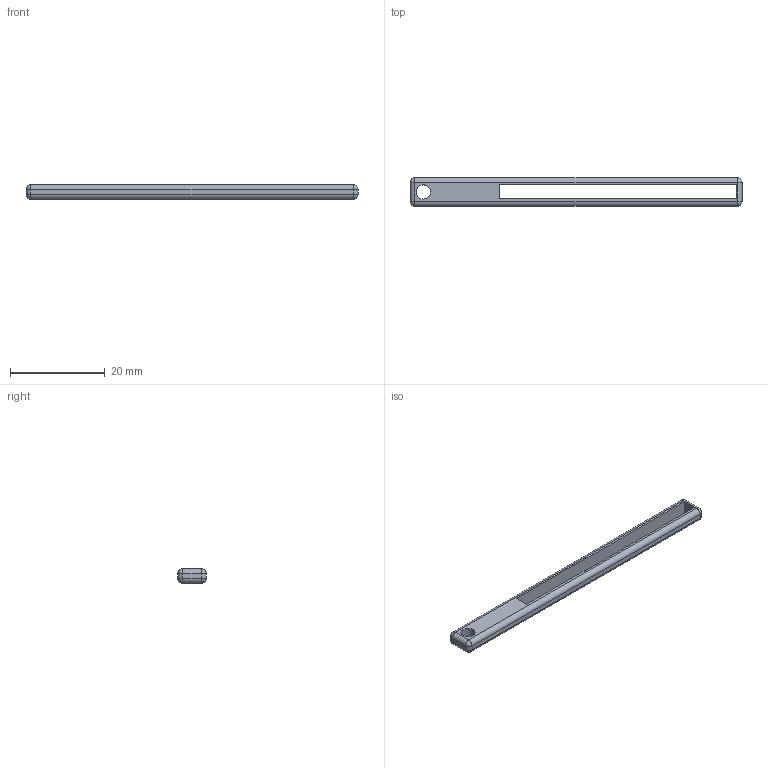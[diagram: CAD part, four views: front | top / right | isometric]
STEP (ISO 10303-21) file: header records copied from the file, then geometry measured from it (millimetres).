
FILE_DESCRIPTION (( 'STEP AP214' ), '1' );
FILE_NAME ('extension décocheur abyss 2.STEP', '2019-02-02T19:45:54', ( 'Pharoah' ), ( '' ), 'SwSTEP 2.0', 'SolidWorks 2018', '' );
FILE_SCHEMA (( 'AUTOMOTIVE_DESIGN' ));
Length unit declared in the file: millimetre
Products named in the file (1): extension décocheur abyss 2
Bounding box: 70 x 6 x 3 mm (x, y, z)
Volume: 722.3 mm3; surface area: 1191.4 mm2
Topology: 1 solids, 1 shells, 32 faces, 74 edges, 36 vertices
Faces by surface type: cylinder 14, plane 10, sphere 8
Entity records: 868 total; most frequent: DIRECTION 160, CARTESIAN_POINT 135, ORIENTED_EDGE 132, EDGE_CURVE 66, AXIS2_PLACEMENT_3D 61, VECTOR 38, LINE 38, VERTEX_POINT 36
